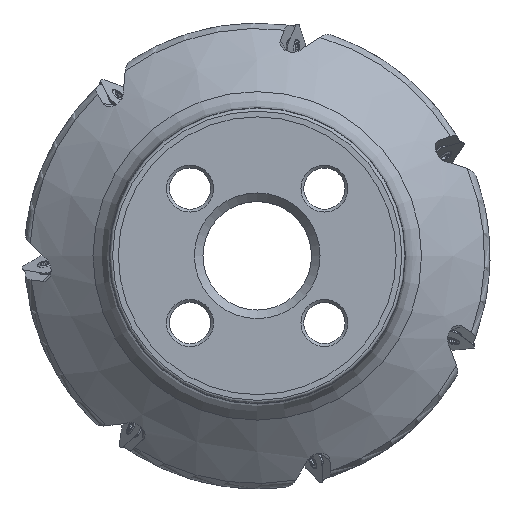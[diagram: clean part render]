
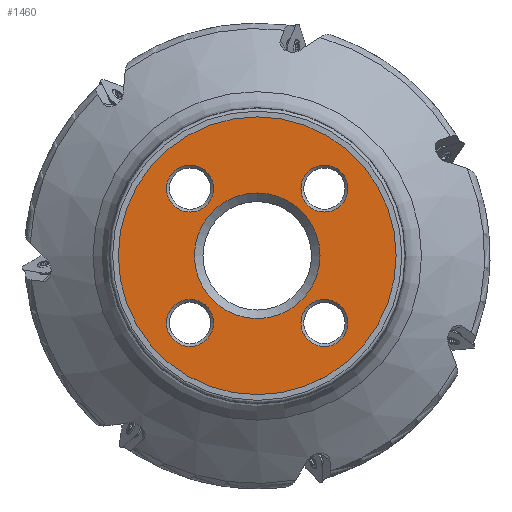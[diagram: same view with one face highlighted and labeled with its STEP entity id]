
A CAD part, top view. The second image highlights one B-rep face of the part: STEP entity #1460.
In plain terms, the highlighted planar face has unit normal (0, 0, 1).
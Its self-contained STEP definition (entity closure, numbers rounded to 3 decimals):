
#1460=ADVANCED_FACE('SU_1',(#2923,#2924,#2925,#2926,#2927,#2928),#2084,
 .F.);
#2084=PLANE('',#14651);
#2543=CIRCLE('',#14591,48.75);
#2549=CIRCLE('',#14603,8.25);
#2555=CIRCLE('',#14615,8.25);
#2560=CIRCLE('',#14623,8.25);
#2567=CIRCLE('',#14639,8.25);
#2570=CIRCLE('',#14644,22.056);
#2923=FACE_BOUND('',#3295,.T.);
#2924=FACE_BOUND('',#3296,.T.);
#2925=FACE_BOUND('',#3297,.T.);
#2926=FACE_BOUND('',#3298,.T.);
#2927=FACE_BOUND('',#3299,.T.);
#2928=FACE_BOUND('',#3300,.T.);
#3295=EDGE_LOOP('',(#7052));
#3296=EDGE_LOOP('',(#7053));
#3297=EDGE_LOOP('',(#7054));
#3298=EDGE_LOOP('',(#7055));
#3299=EDGE_LOOP('',(#7056));
#3300=EDGE_LOOP('',(#7057));
#7052=ORIENTED_EDGE('',*,*,#12343,.F.);
#7053=ORIENTED_EDGE('',*,*,#12361,.F.);
#7054=ORIENTED_EDGE('',*,*,#12337,.T.);
#7055=ORIENTED_EDGE('',*,*,#12364,.F.);
#7056=ORIENTED_EDGE('',*,*,#12349,.F.);
#7057=ORIENTED_EDGE('',*,*,#12354,.F.);
#10771=VERTEX_POINT('',#23534);
#10777=VERTEX_POINT('',#23552);
#10783=VERTEX_POINT('',#23570);
#10788=VERTEX_POINT('',#23583);
#10795=VERTEX_POINT('',#23606);
#10798=VERTEX_POINT('',#23614);
#12337=EDGE_CURVE('',#10771,#10771,#2543,.T.);
#12343=EDGE_CURVE('',#10777,#10777,#2549,.T.);
#12349=EDGE_CURVE('',#10783,#10783,#2555,.T.);
#12354=EDGE_CURVE('',#10788,#10788,#2560,.T.);
#12361=EDGE_CURVE('',#10795,#10795,#2567,.T.);
#12364=EDGE_CURVE('',#10798,#10798,#2570,.T.);
#14591=AXIS2_PLACEMENT_3D('',#23533,#16576,#16577);
#14603=AXIS2_PLACEMENT_3D('',#23551,#16600,#16601);
#14615=AXIS2_PLACEMENT_3D('',#23569,#16624,#16625);
#14623=AXIS2_PLACEMENT_3D('',#23582,#16640,#16641);
#14639=AXIS2_PLACEMENT_3D('',#23605,#16672,#16673);
#14644=AXIS2_PLACEMENT_3D('',#23613,#16682,#16683);
#14651=AXIS2_PLACEMENT_3D('',#23623,#16696,#16697);
#16576=DIRECTION('',(0.,0.,1.));
#16577=DIRECTION('',(1.,0.,0.));
#16600=DIRECTION('',(0.,0.,1.));
#16601=DIRECTION('',(-1.,0.,0.));
#16624=DIRECTION('',(0.,0.,1.));
#16625=DIRECTION('',(-1.,0.,0.));
#16640=DIRECTION('',(0.,0.,1.));
#16641=DIRECTION('',(-1.,0.,0.));
#16672=DIRECTION('',(0.,0.,1.));
#16673=DIRECTION('',(-1.,0.,0.));
#16682=DIRECTION('',(0.,0.,1.));
#16683=DIRECTION('',(1.,0.,0.));
#16696=DIRECTION('',(0.,0.,-1.));
#16697=DIRECTION('',(-1.,0.,0.));
#23533=CARTESIAN_POINT('',(0.,0.,0.));
#23534=CARTESIAN_POINT('',(48.75,0.,0.));
#23551=CARTESIAN_POINT('',(23.582,-23.582,0.));
#23552=CARTESIAN_POINT('',(15.332,-23.582,0.));
#23569=CARTESIAN_POINT('',(23.582,23.582,0.));
#23570=CARTESIAN_POINT('',(15.332,23.582,0.));
#23582=CARTESIAN_POINT('',(-23.582,23.582,0.));
#23583=CARTESIAN_POINT('',(-31.832,23.582,0.));
#23605=CARTESIAN_POINT('',(-23.582,-23.582,0.));
#23606=CARTESIAN_POINT('',(-31.832,-23.582,0.));
#23613=CARTESIAN_POINT('',(0.,0.,0.));
#23614=CARTESIAN_POINT('',(22.056,0.,0.));
#23623=CARTESIAN_POINT('',(-51.75,0.,0.));
